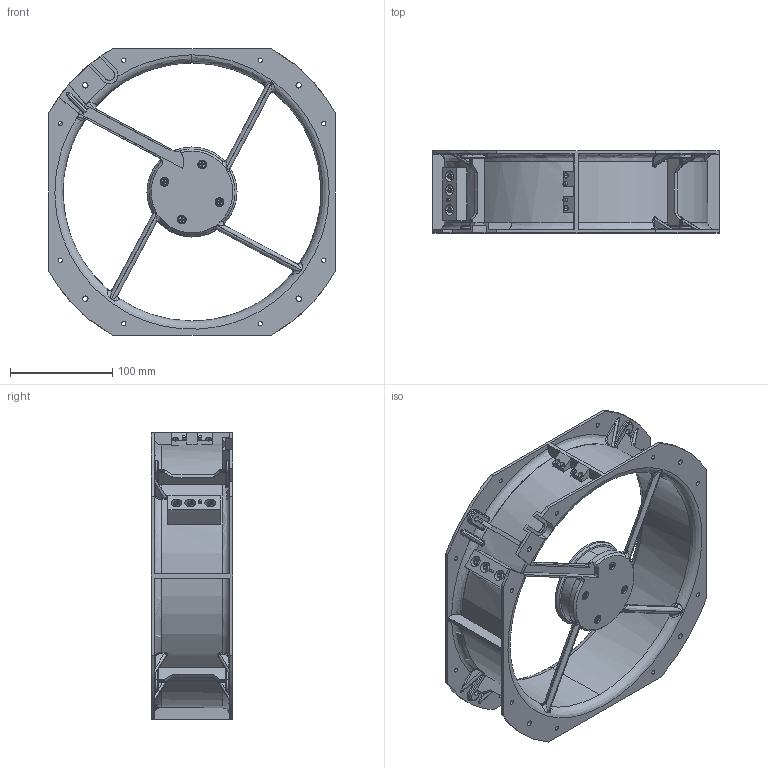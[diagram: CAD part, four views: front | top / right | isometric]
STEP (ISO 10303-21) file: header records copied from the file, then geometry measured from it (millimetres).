
FILE_DESCRIPTION (( 'STEP AP203' ), '1' );
FILE_NAME ('OA280AN_m2.stp', '2022-10-06T13:47:47', ( '' ), ( '' ), 'SwSTEP 2.0', 'SolidWorks 2018', '' );
FILE_SCHEMA (( 'CONFIG_CONTROL_DESIGN' ));
Length unit declared in the file: millimetre
Products named in the file (1): OA280AN_m2
Bounding box: 280 x 80 x 280 mm (x, y, z)
Volume: 475445.4 mm3; surface area: 254810.1 mm2
Topology: 1 solids, 1 shells, 842 faces, 2203 edges, 1375 vertices
Faces by surface type: bspline 596, plane 236, torus 10
Entity records: 52999 total; most frequent: CARTESIAN_POINT 38897, ORIENTED_EDGE 4402, EDGE_CURVE 2201, VERTEX_POINT 1375, B_SPLINE_CURVE_WITH_KNOTS 1178, EDGE_LOOP 912, DIRECTION 904, ADVANCED_FACE 842
